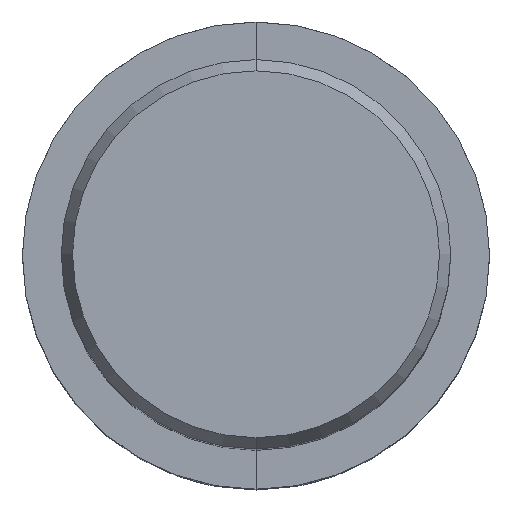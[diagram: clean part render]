
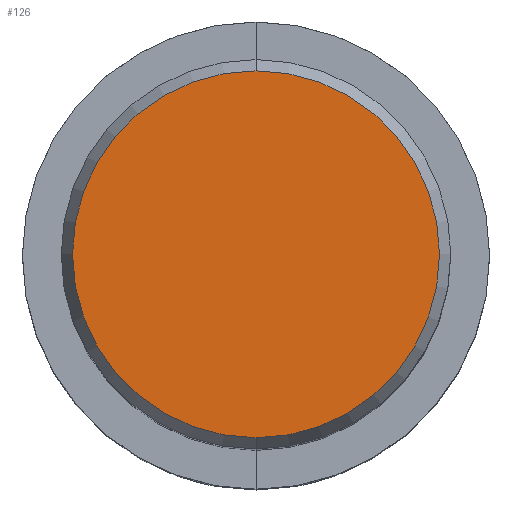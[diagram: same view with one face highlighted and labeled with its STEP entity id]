
A CAD part, top view. The second image highlights one B-rep face of the part: STEP entity #126.
In plain terms, the highlighted planar face has unit normal (0, 0, 1).
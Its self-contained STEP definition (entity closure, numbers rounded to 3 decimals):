
#126=ADVANCED_FACE('',(#291),#292,.T.);
#168=EDGE_CURVE('',#186,#234,#342,.T.);
#186=VERTEX_POINT('',#363);
#230=EDGE_CURVE('',#234,#186,#411,.T.);
#234=VERTEX_POINT('',#416);
#291=FACE_OUTER_BOUND('',#473,.T.);
#292=PLANE('',#474);
#342=CIRCLE('',#533,14.958);
#363=CARTESIAN_POINT('',(0.0,14.958,0.01));
#411=CIRCLE('',#621,14.958);
#416=CARTESIAN_POINT('',(0.,-14.958,0.01));
#473=EDGE_LOOP('',(#679,#680));
#474=AXIS2_PLACEMENT_3D('',#681,#682,#683);
#533=AXIS2_PLACEMENT_3D('',#746,#747,#748);
#621=AXIS2_PLACEMENT_3D('',#828,#829,#830);
#679=ORIENTED_EDGE('',*,*,#168,.F.);
#680=ORIENTED_EDGE('',*,*,#230,.F.);
#681=CARTESIAN_POINT('',(0.0,7.479,0.01));
#682=DIRECTION('',(-0.0,0.0,1.0));
#683=DIRECTION('',(0.0,-1.0,0.0));
#746=CARTESIAN_POINT('',(0.0,0.0,0.01));
#747=DIRECTION('',(0.0,0.0,-1.0));
#748=DIRECTION('',(0.0,1.0,0.0));
#828=CARTESIAN_POINT('',(0.0,0.0,0.01));
#829=DIRECTION('',(0.0,0.0,-1.0));
#830=DIRECTION('',(0.0,1.0,0.0));
